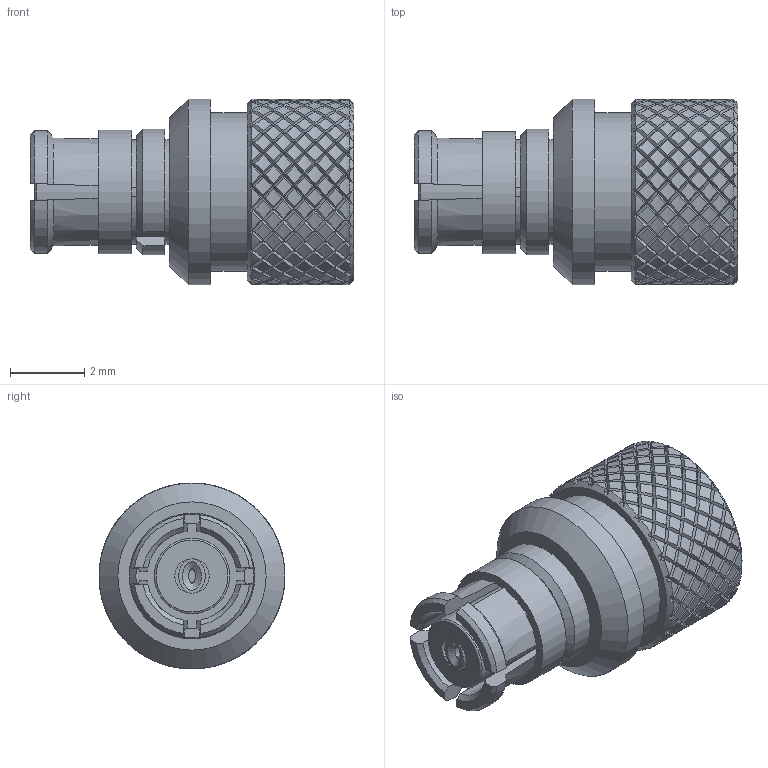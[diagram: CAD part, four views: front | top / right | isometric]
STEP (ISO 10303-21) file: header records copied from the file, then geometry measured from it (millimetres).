
FILE_DESCRIPTION (( 'STEP AP203' ), '1' );
FILE_NAME ('PE6TR1040 ¦ FMTR1040.step', '2020-02-06T16:00:09', ( '' ), ( '' ), 'SwSTEP 2.0', 'SolidWorks 2018', '' );
FILE_SCHEMA (( 'CONFIG_CONTROL_DESIGN' ));
Length unit declared in the file: inch
Products named in the file (1): PE6TR1040 ｦ FMTR1040
Bounding box: 8.7 x 5 x 5 mm (x, y, z)
Volume: 112.5 mm3; surface area: 247.1 mm2
Topology: 3 solids, 3 shells, 1503 faces, 3199 edges, 1714 vertices
Faces by surface type: bspline 1107, cylinder 293, plane 82, cone 20, torus 1
Full cylindrical faces by diameter (mm): 0.927 x1, 2.032 x1, 2.54 x1, 2.642 x1, 2.818 x1, 4.256 x1, 5 x1
Entity records: 58687 total; most frequent: CARTESIAN_POINT 39182, ORIENTED_EDGE 6354, EDGE_CURVE 3177, VERTEX_POINT 1710, EDGE_LOOP 1535, FACE_OUTER_BOUND 1518, ADVANCED_FACE 1503, B_SPLINE_CURVE_WITH_KNOTS 1377
